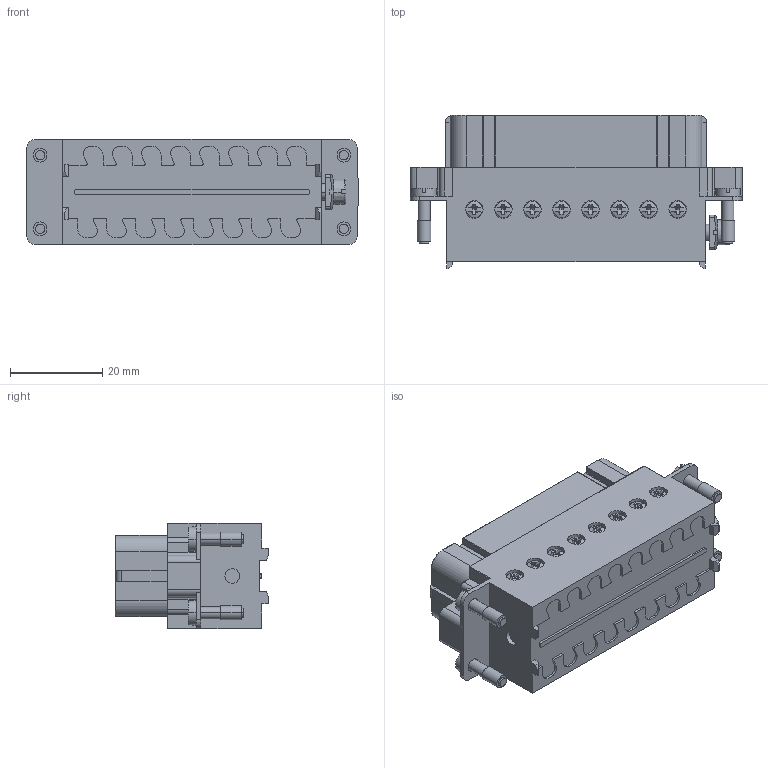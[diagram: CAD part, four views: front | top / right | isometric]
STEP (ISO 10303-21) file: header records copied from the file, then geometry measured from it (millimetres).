
FILE_DESCRIPTION(/* description */ (''),/* implementation_level */ '2;1');
FILE_NAME(/* name */ 'C146_10B016_104_4.stp',/* time_stamp */ '2016-04-13T10:13:30+02:00',/* author */ (''),/* organization */ (''),/* preprocessor_version */ 'ST-DEVELOPER v15',/* originating_system */ 'SIEMENS PLM Software NX 9.0',/* authorisation */ '');
FILE_SCHEMA (('CONFIG_CONTROL_DESIGN'));
Length unit declared in the file: millimetre
Products named in the file (1): c146 10b016 002 4nxm001-03
Bounding box: 72 x 33.2 x 22.8 mm (x, y, z)
Volume: 37798.7 mm3; surface area: 9797 mm2
Topology: 1 solids, 1 shells, 1721 faces, 4607 edges, 2952 vertices
Faces by surface type: plane 1193, cylinder 383, torus 57, sphere 44, cone 44
Full cylindrical faces by diameter (mm): 3.2 x1, 3.8 x16
Entity records: 54599 total; most frequent: CARTESIAN_POINT 11293, ORIENTED_EDGE 9122, DIRECTION 8919, EDGE_CURVE 4561, LINE 3181, VECTOR 3181, VERTEX_POINT 2935, AXIS2_PLACEMENT_3D 2869
